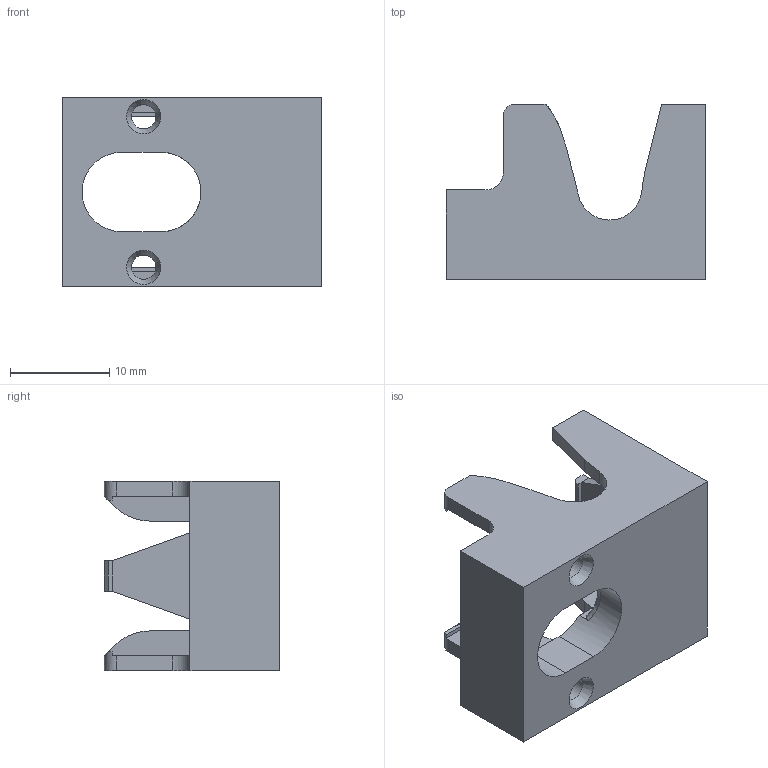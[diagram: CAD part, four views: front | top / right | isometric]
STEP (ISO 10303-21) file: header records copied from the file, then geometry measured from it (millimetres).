
FILE_DESCRIPTION(/* description */ (''),/* implementation_level */ '2;1');
FILE_NAME(/* name */ 'Dragon_Heatblock_Plug_v2.stp',/* time_stamp */ '2021-09-09T00:20:05+02:00',/* author */ ('Rama'),/* organization */ (''),/* preprocessor_version */ 'ST-DEVELOPER v18.1',/* originating_system */ 'Autodesk Inventor 2021',/* authorisation */ '');
FILE_SCHEMA (('AUTOMOTIVE_DESIGN { 1 0 10303 214 3 1 1 }'));
Length unit declared in the file: millimetre
Products named in the file (1): TriangleLab_Clip
Bounding box: 26.21 x 17.7 x 19.1 mm (x, y, z)
Volume: 2740.3 mm3; surface area: 2869.6 mm2
Topology: 1 solids, 1 shells, 82 faces, 241 edges, 159 vertices
Faces by surface type: plane 54, cylinder 23, bspline 3, cone 2
Full cylindrical faces by diameter (mm): 2.459 x2
Entity records: 2884 total; most frequent: CARTESIAN_POINT 590, ORIENTED_EDGE 482, DIRECTION 473, EDGE_CURVE 241, LINE 165, VECTOR 165, VERTEX_POINT 159, AXIS2_PLACEMENT_3D 154
